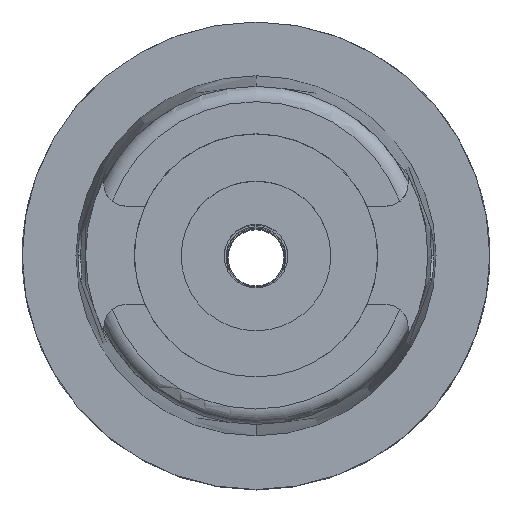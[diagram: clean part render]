
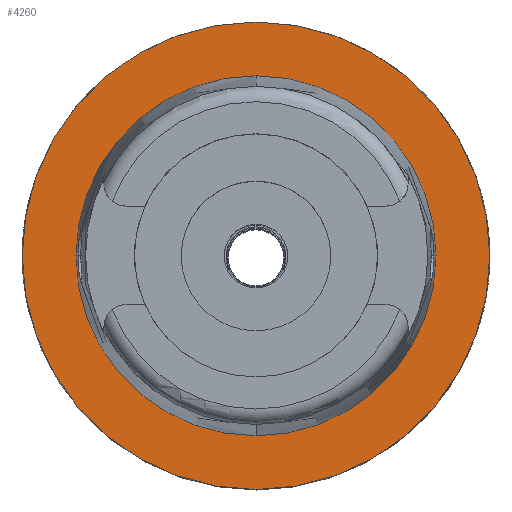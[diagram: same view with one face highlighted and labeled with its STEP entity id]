
A CAD part, top view. The second image highlights one B-rep face of the part: STEP entity #4260.
In plain terms, the highlighted planar face has unit normal (0, 0, 1).
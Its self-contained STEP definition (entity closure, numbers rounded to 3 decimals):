
#2048=CARTESIAN_POINT('',(0.,0.,0.));
#2049=DIRECTION('',(0.,0.,-1.));
#2050=DIRECTION('',(0.,-1.,0.));
#2051=AXIS2_PLACEMENT_3D('',#2048,#2049,#2050);
#2056=CARTESIAN_POINT('',(0.,0.,0.));
#2057=DIRECTION('',(0.,0.,-1.));
#2058=DIRECTION('',(0.,1.,0.));
#2059=AXIS2_PLACEMENT_3D('',#2056,#2057,#2058);
#2064=CARTESIAN_POINT('',(0.,0.,0.));
#2065=DIRECTION('',(0.,0.,1.));
#2066=DIRECTION('',(0.,-1.,0.));
#2067=AXIS2_PLACEMENT_3D('',#2064,#2065,#2066);
#2072=CARTESIAN_POINT('',(0.,0.,0.));
#2073=DIRECTION('',(0.,0.,1.));
#2074=DIRECTION('',(0.,1.,0.));
#2075=AXIS2_PLACEMENT_3D('',#2072,#2073,#2074);
#2473=CARTESIAN_POINT('',(0.,-19.25,0.));
#2474=VERTEX_POINT('',#2473);
#2475=CARTESIAN_POINT('',(0.,19.25,0.));
#2476=VERTEX_POINT('',#2475);
#2743=CARTESIAN_POINT('',(0.,25.,0.));
#2744=VERTEX_POINT('',#2743);
#2745=CARTESIAN_POINT('',(0.,-25.,0.));
#2746=VERTEX_POINT('',#2745);
#4247=CARTESIAN_POINT('',(0.,0.,0.));
#4248=DIRECTION('',(0.,0.,-1.));
#4249=DIRECTION('',(0.,-1.,0.));
#4250=AXIS2_PLACEMENT_3D('',#4247,#4248,#4249);
#4251=PLANE('',#4250);
#4252=ORIENTED_EDGE('',*,*,#4229,.T.);
#4253=ORIENTED_EDGE('',*,*,#4116,.T.);
#4254=EDGE_LOOP('',(#4252,#4253));
#4255=FACE_OUTER_BOUND('',#4254,.F.);
#4256=ORIENTED_EDGE('',*,*,#2974,.T.);
#4257=ORIENTED_EDGE('',*,*,#2943,.T.);
#4258=EDGE_LOOP('',(#4256,#4257));
#4259=FACE_BOUND('',#4258,.F.);
#2052=CIRCLE('',#2051,25.);
#2060=CIRCLE('',#2059,25.);
#2068=CIRCLE('',#2067,19.25);
#2076=CIRCLE('',#2075,19.25);
#2943=EDGE_CURVE('',#2476,#2474,#2076,.T.);
#2974=EDGE_CURVE('',#2474,#2476,#2068,.T.);
#4116=EDGE_CURVE('',#2744,#2746,#2060,.T.);
#4229=EDGE_CURVE('',#2746,#2744,#2052,.T.);
#4260=ADVANCED_FACE('',(#4255,#4259),#4251,.F.);
